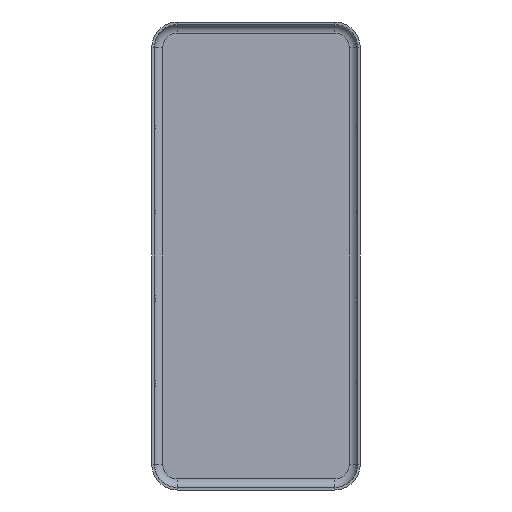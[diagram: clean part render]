
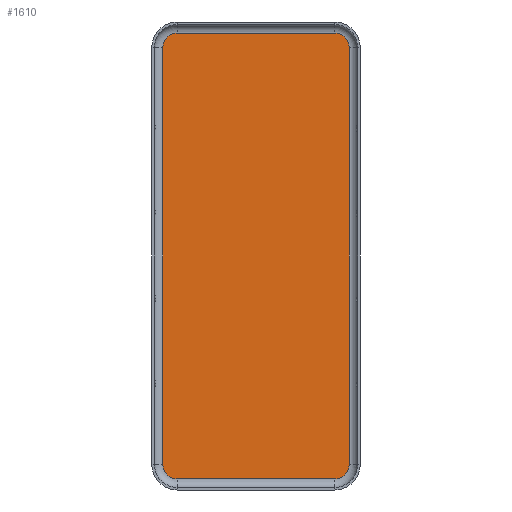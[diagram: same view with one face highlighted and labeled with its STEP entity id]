
A CAD part, front view. The second image highlights one B-rep face of the part: STEP entity #1610.
In plain terms, the highlighted planar face has unit normal (0, -1, 0).
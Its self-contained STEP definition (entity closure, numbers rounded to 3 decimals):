
#84 = ORIENTED_EDGE ( 'NONE', *, *, #1886, .F. ) ;
#95 = LINE ( 'NONE', #558, #1319 ) ;
#104 = CARTESIAN_POINT ( 'NONE',  ( -10.95, 0., -24.5 ) ) ;
#105 = EDGE_CURVE ( 'NONE', #840, #134, #919, .T. ) ;
#134 = VERTEX_POINT ( 'NONE', #1524 ) ;
#139 = VERTEX_POINT ( 'NONE', #879 ) ;
#172 = EDGE_CURVE ( 'NONE', #563, #2012, #1320, .T. ) ;
#238 = CARTESIAN_POINT ( 'NONE',  ( -10.95, 0., 24.5 ) ) ;
#240 = LINE ( 'NONE', #684, #1902 ) ;
#289 = AXIS2_PLACEMENT_3D ( 'NONE', #1179, #860, #1317 ) ;
#295 = ORIENTED_EDGE ( 'NONE', *, *, #302, .F. ) ;
#302 = EDGE_CURVE ( 'NONE', #723, #139, #801, .T. ) ;
#354 = FACE_OUTER_BOUND ( 'NONE', #1661, .T. ) ;
#454 = VECTOR ( 'NONE', #1118, 1000. ) ;
#462 = ORIENTED_EDGE ( 'NONE', *, *, #105, .F. ) ;
#477 = CARTESIAN_POINT ( 'NONE',  ( 9.25, 0., -26.2 ) ) ;
#492 = EDGE_CURVE ( 'NONE', #1174, #139, #240, .T. ) ;
#502 = EDGE_CURVE ( 'NONE', #563, #1174, #1103, .T. ) ;
#518 = CARTESIAN_POINT ( 'NONE',  ( -9.25, 0., -24.5 ) ) ;
#534 = CIRCLE ( 'NONE', #1127, 1.7 ) ;
#537 = EDGE_CURVE ( 'NONE', #723, #712, #95, .T. ) ;
#558 = CARTESIAN_POINT ( 'NONE',  ( -10.95, 0., 0. ) ) ;
#563 = VERTEX_POINT ( 'NONE', #713 ) ;
#665 = ORIENTED_EDGE ( 'NONE', *, *, #1444, .T. ) ;
#679 = DIRECTION ( 'NONE',  ( 0., 0., 1. ) ) ;
#684 = CARTESIAN_POINT ( 'NONE',  ( 9.25, 0., 26.2 ) ) ;
#712 = VERTEX_POINT ( 'NONE', #104 ) ;
#713 = CARTESIAN_POINT ( 'NONE',  ( 10.95, 0., 24.5 ) ) ;
#715 = ORIENTED_EDGE ( 'NONE', *, *, #492, .T. ) ;
#723 = VERTEX_POINT ( 'NONE', #238 ) ;
#726 = CARTESIAN_POINT ( 'NONE',  ( 10.95, 0., -24.5 ) ) ;
#745 = CARTESIAN_POINT ( 'NONE',  ( -9.25, 0., 24.5 ) ) ;
#751 = VECTOR ( 'NONE', #1515, 1000. ) ;
#773 = CARTESIAN_POINT ( 'NONE',  ( 9.25, 0., -26.2 ) ) ;
#801 = CIRCLE ( 'NONE', #915, 1.7 ) ;
#840 = VERTEX_POINT ( 'NONE', #773 ) ;
#860 = DIRECTION ( 'NONE',  ( 0., -1., 0. ) ) ;
#879 = CARTESIAN_POINT ( 'NONE',  ( -9.25, 0., 26.2 ) ) ;
#915 = AXIS2_PLACEMENT_3D ( 'NONE', #745, #1697, #1705 ) ;
#919 = LINE ( 'NONE', #477, #454 ) ;
#998 = DIRECTION ( 'NONE',  ( -1., 0., 0. ) ) ;
#1036 = CARTESIAN_POINT ( 'NONE',  ( 9.25, 0., -24.5 ) ) ;
#1056 = DIRECTION ( 'NONE',  ( 0., 0., 1. ) ) ;
#1103 = CIRCLE ( 'NONE', #1359, 1.7 ) ;
#1118 = DIRECTION ( 'NONE',  ( -1., 0., 0. ) ) ;
#1127 = AXIS2_PLACEMENT_3D ( 'NONE', #1036, #1521, #1056 ) ;
#1156 = ORIENTED_EDGE ( 'NONE', *, *, #537, .T. ) ;
#1163 = AXIS2_PLACEMENT_3D ( 'NONE', #518, #1798, #679 ) ;
#1166 = CARTESIAN_POINT ( 'NONE',  ( 9.25, 0., 24.5 ) ) ;
#1174 = VERTEX_POINT ( 'NONE', #1895 ) ;
#1179 = CARTESIAN_POINT ( 'NONE',  ( 9.25, 0., -24.5 ) ) ;
#1191 = CARTESIAN_POINT ( 'NONE',  ( 10.95, 0., 0. ) ) ;
#1317 = DIRECTION ( 'NONE',  ( 0., 0., -1. ) ) ;
#1319 = VECTOR ( 'NONE', #2013, 1000. ) ;
#1320 = LINE ( 'NONE', #1191, #751 ) ;
#1359 = AXIS2_PLACEMENT_3D ( 'NONE', #1166, #1864, #1525 ) ;
#1444 = EDGE_CURVE ( 'NONE', #712, #134, #2058, .T. ) ;
#1481 = PLANE ( 'NONE',  #289 ) ;
#1515 = DIRECTION ( 'NONE',  ( 0., 0., -1. ) ) ;
#1521 = DIRECTION ( 'NONE',  ( 0., 1., 0. ) ) ;
#1524 = CARTESIAN_POINT ( 'NONE',  ( -9.25, 0., -26.2 ) ) ;
#1525 = DIRECTION ( 'NONE',  ( 0., 0., -1. ) ) ;
#1610 = ADVANCED_FACE ( 'NONE', ( #354 ), #1481, .T. ) ;
#1624 = ORIENTED_EDGE ( 'NONE', *, *, #502, .T. ) ;
#1636 = ORIENTED_EDGE ( 'NONE', *, *, #172, .F. ) ;
#1661 = EDGE_LOOP ( 'NONE', ( #462, #84, #1636, #1624, #715, #295, #1156, #665 ) ) ;
#1697 = DIRECTION ( 'NONE',  ( 0., 1., 0. ) ) ;
#1705 = DIRECTION ( 'NONE',  ( 0., 0., -1. ) ) ;
#1798 = DIRECTION ( 'NONE',  ( 0., -1., 0. ) ) ;
#1864 = DIRECTION ( 'NONE',  ( 0., -1., 0. ) ) ;
#1886 = EDGE_CURVE ( 'NONE', #2012, #840, #534, .T. ) ;
#1895 = CARTESIAN_POINT ( 'NONE',  ( 9.25, 0., 26.2 ) ) ;
#1902 = VECTOR ( 'NONE', #998, 1000. ) ;
#2012 = VERTEX_POINT ( 'NONE', #726 ) ;
#2013 = DIRECTION ( 'NONE',  ( 0., 0., -1. ) ) ;
#2058 = CIRCLE ( 'NONE', #1163, 1.7 ) ;
